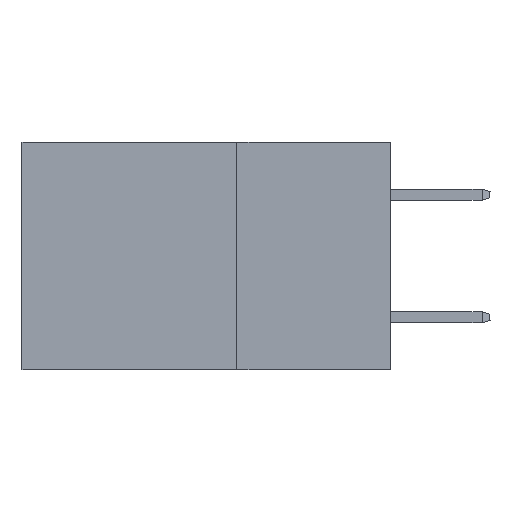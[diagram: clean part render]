
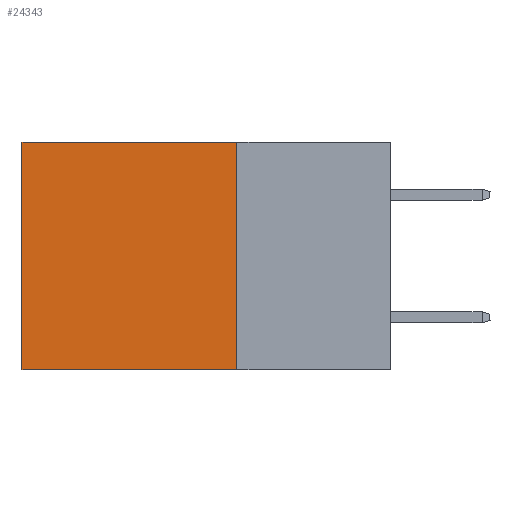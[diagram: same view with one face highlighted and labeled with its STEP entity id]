
A CAD part, left-side view. The second image highlights one B-rep face of the part: STEP entity #24343.
In plain terms, the highlighted planar face has unit normal (-1, 0, 0).
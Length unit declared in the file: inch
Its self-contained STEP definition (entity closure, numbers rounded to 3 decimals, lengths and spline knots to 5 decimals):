
#146 = CARTESIAN_POINT ( 'NONE',  ( 0.2875, 0.6, 0. ) ) ;
#378 = CARTESIAN_POINT ( 'NONE',  ( 0.2875, 0.6, -0.37 ) ) ;
#865 = VECTOR ( 'NONE', #10597, 39.37008 ) ;
#1011 = DIRECTION ( 'NONE',  ( 0., 0., -1. ) ) ;
#2488 = VERTEX_POINT ( 'NONE', #17874 ) ;
#2533 = CARTESIAN_POINT ( 'NONE',  ( 0.2875, 0.25, 0. ) ) ;
#4120 = EDGE_CURVE ( 'NONE', #20580, #2488, #8381, .T. ) ;
#4637 = CARTESIAN_POINT ( 'NONE',  ( 0.2875, 0.25, 0. ) ) ;
#5834 = VECTOR ( 'NONE', #6801, 39.37008 ) ;
#6204 = EDGE_CURVE ( 'NONE', #20580, #9737, #23039, .T. ) ;
#6801 = DIRECTION ( 'NONE',  ( 0., 1., 0. ) ) ;
#8381 = LINE ( 'NONE', #22802, #16532 ) ;
#8539 = CARTESIAN_POINT ( 'NONE',  ( 0.2875, 0.25, -0.37 ) ) ;
#9553 = VECTOR ( 'NONE', #10316, 39.37008 ) ;
#9737 = VERTEX_POINT ( 'NONE', #146 ) ;
#10215 = EDGE_CURVE ( 'NONE', #9737, #21116, #11772, .T. ) ;
#10316 = DIRECTION ( 'NONE',  ( 0., 0., -1. ) ) ;
#10597 = DIRECTION ( 'NONE',  ( 0., 1., 0. ) ) ;
#10719 = ORIENTED_EDGE ( 'NONE', *, *, #4120, .F. ) ;
#11772 = LINE ( 'NONE', #25789, #9553 ) ;
#11807 = ORIENTED_EDGE ( 'NONE', *, *, #15180, .F. ) ;
#12757 = DIRECTION ( 'NONE',  ( 0., 0., -1. ) ) ;
#15180 = EDGE_CURVE ( 'NONE', #2488, #21116, #20947, .T. ) ;
#16532 = VECTOR ( 'NONE', #1011, 39.37008 ) ;
#17874 = CARTESIAN_POINT ( 'NONE',  ( 0.2875, 0.25, -0.37 ) ) ;
#18182 = AXIS2_PLACEMENT_3D ( 'NONE', #4637, #20689, #12757 ) ;
#20580 = VERTEX_POINT ( 'NONE', #2533 ) ;
#20582 = CARTESIAN_POINT ( 'NONE',  ( 0.2875, 0.25, 0. ) ) ;
#20689 = DIRECTION ( 'NONE',  ( 1., 0., 0. ) ) ;
#20947 = LINE ( 'NONE', #8539, #865 ) ;
#21116 = VERTEX_POINT ( 'NONE', #378 ) ;
#21952 = EDGE_LOOP ( 'NONE', ( #25741, #11807, #10719, #23137 ) ) ;
#22615 = FACE_OUTER_BOUND ( 'NONE', #21952, .T. ) ;
#22802 = CARTESIAN_POINT ( 'NONE',  ( 0.2875, 0.25, 0. ) ) ;
#23039 = LINE ( 'NONE', #20582, #5834 ) ;
#23137 = ORIENTED_EDGE ( 'NONE', *, *, #6204, .T. ) ;
#24343 = ADVANCED_FACE ( 'NONE', ( #22615 ), #24768, .F. ) ;
#24768 = PLANE ( 'NONE',  #18182 ) ;
#25741 = ORIENTED_EDGE ( 'NONE', *, *, #10215, .T. ) ;
#25789 = CARTESIAN_POINT ( 'NONE',  ( 0.2875, 0.6, 0. ) ) ;
